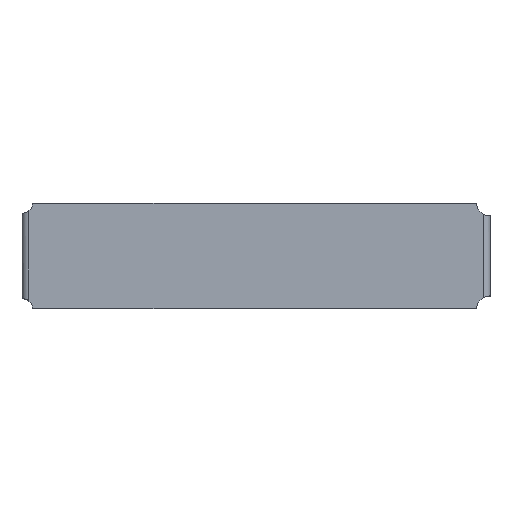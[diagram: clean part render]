
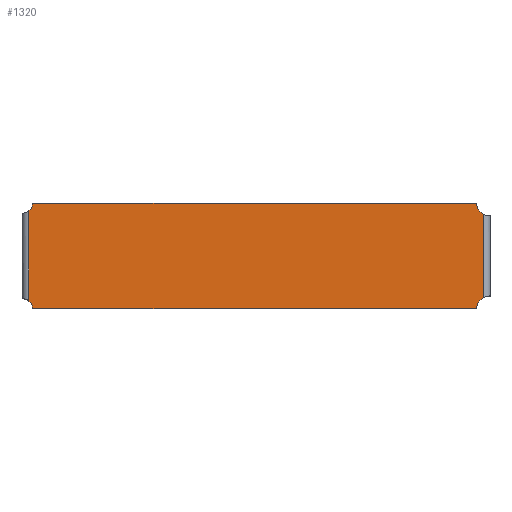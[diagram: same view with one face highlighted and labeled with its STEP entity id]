
A CAD part, top view. The second image highlights one B-rep face of the part: STEP entity #1320.
In plain terms, the highlighted planar face has unit normal (0, 0, 1).
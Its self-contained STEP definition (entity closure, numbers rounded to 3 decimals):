
#41=PLANE('',#1455);
#93=FACE_OUTER_BOUND('',#162,.T.);
#162=EDGE_LOOP('',(#1027,#1028,#1029,#1030,#1031,#1032,#1033,#1034));
#250=CIRCLE('',#1456,0.8);
#251=CIRCLE('',#1457,0.8);
#252=CIRCLE('',#1458,1.);
#253=CIRCLE('',#1459,1.);
#267=LINE('',#1923,#396);
#354=LINE('',#2229,#483);
#355=LINE('',#2234,#484);
#356=LINE('',#2238,#485);
#396=VECTOR('',#1518,1000.);
#483=VECTOR('',#1755,1000.);
#484=VECTOR('',#1760,1000.);
#485=VECTOR('',#1763,1000.);
#528=VERTEX_POINT('',#1909);
#529=VERTEX_POINT('',#1922);
#636=VERTEX_POINT('',#2227);
#637=VERTEX_POINT('',#2228);
#638=VERTEX_POINT('',#2231);
#639=VERTEX_POINT('',#2233);
#640=VERTEX_POINT('',#2235);
#641=VERTEX_POINT('',#2237);
#662=EDGE_CURVE('',#529,#528,#267,.T.);
#798=EDGE_CURVE('',#636,#637,#354,.T.);
#799=EDGE_CURVE('',#529,#636,#250,.T.);
#800=EDGE_CURVE('',#638,#528,#251,.T.);
#801=EDGE_CURVE('',#638,#639,#355,.T.);
#802=EDGE_CURVE('',#640,#639,#252,.T.);
#803=EDGE_CURVE('',#641,#640,#356,.T.);
#804=EDGE_CURVE('',#637,#641,#253,.T.);
#1027=ORIENTED_EDGE('',*,*,#798,.F.);
#1028=ORIENTED_EDGE('',*,*,#799,.F.);
#1029=ORIENTED_EDGE('',*,*,#662,.T.);
#1030=ORIENTED_EDGE('',*,*,#800,.F.);
#1031=ORIENTED_EDGE('',*,*,#801,.T.);
#1032=ORIENTED_EDGE('',*,*,#802,.F.);
#1033=ORIENTED_EDGE('',*,*,#803,.F.);
#1034=ORIENTED_EDGE('',*,*,#804,.F.);
#1320=ADVANCED_FACE('',(#93),#41,.F.);
#1455=AXIS2_PLACEMENT_3D('',#2226,#1753,#1754);
#1456=AXIS2_PLACEMENT_3D('',#2230,#1756,#1757);
#1457=AXIS2_PLACEMENT_3D('',#2232,#1758,#1759);
#1458=AXIS2_PLACEMENT_3D('',#2236,#1761,#1762);
#1459=AXIS2_PLACEMENT_3D('',#2239,#1764,#1765);
#1518=DIRECTION('',(0.,-1.,0.));
#1753=DIRECTION('center_axis',(0.,0.,-1.));
#1754=DIRECTION('ref_axis',(-1.,0.,0.));
#1755=DIRECTION('',(1.,0.,0.));
#1756=DIRECTION('center_axis',(0.,0.,1.));
#1757=DIRECTION('ref_axis',(1.,0.,0.));
#1758=DIRECTION('center_axis',(0.,0.,1.));
#1759=DIRECTION('ref_axis',(1.,0.,0.));
#1760=DIRECTION('',(1.,0.,0.));
#1761=DIRECTION('center_axis',(0.,0.,1.));
#1762=DIRECTION('ref_axis',(1.,0.,0.));
#1763=DIRECTION('',(0.,-1.,0.));
#1764=DIRECTION('center_axis',(0.,0.,1.));
#1765=DIRECTION('ref_axis',(1.,0.,0.));
#1909=CARTESIAN_POINT('',(0.5,-3.326,0.));
#1922=CARTESIAN_POINT('',(0.5,3.326,0.));
#1923=CARTESIAN_POINT('',(0.5,3.9,0.));
#2226=CARTESIAN_POINT('Origin',(0.5,3.9,0.));
#2227=CARTESIAN_POINT('',(0.798,3.9,0.));
#2228=CARTESIAN_POINT('',(33.501,3.9,0.));
#2229=CARTESIAN_POINT('',(0.5,3.9,0.));
#2230=CARTESIAN_POINT('Origin',(0.,3.95,0.));
#2231=CARTESIAN_POINT('',(0.798,-3.9,0.));
#2232=CARTESIAN_POINT('Origin',(0.,-3.95,0.));
#2233=CARTESIAN_POINT('',(33.501,-3.9,0.));
#2234=CARTESIAN_POINT('',(0.5,-3.9,0.));
#2235=CARTESIAN_POINT('',(34.,-3.084,0.));
#2236=CARTESIAN_POINT('Origin',(34.5,-3.95,0.));
#2237=CARTESIAN_POINT('',(34.,3.084,0.));
#2238=CARTESIAN_POINT('',(34.,3.9,0.));
#2239=CARTESIAN_POINT('Origin',(34.5,3.95,0.));
